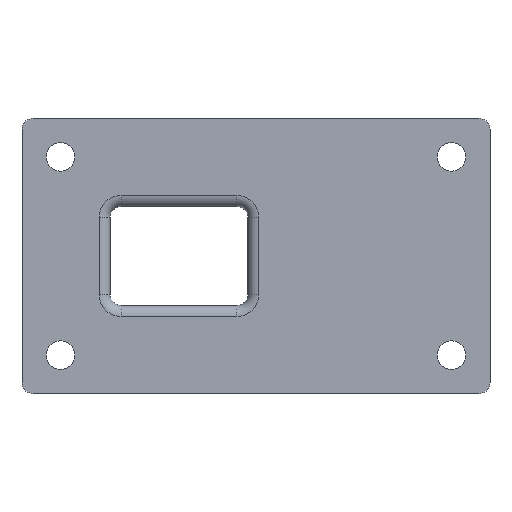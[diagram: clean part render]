
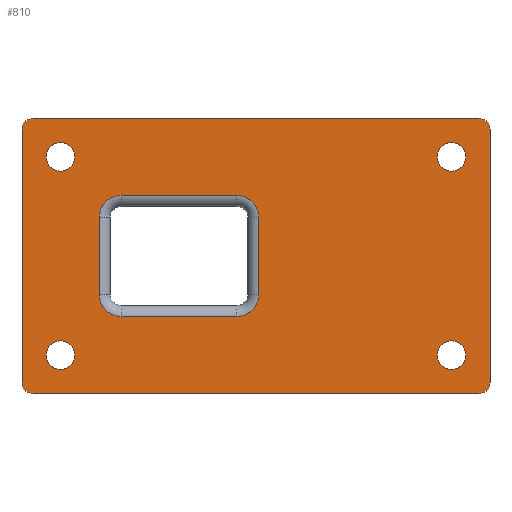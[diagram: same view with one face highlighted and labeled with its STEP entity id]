
A CAD part, front view. The second image highlights one B-rep face of the part: STEP entity #810.
In plain terms, the highlighted planar face has unit normal (0, -1, 0).
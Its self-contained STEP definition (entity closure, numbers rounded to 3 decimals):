
#23=FACE_BOUND('',#243,.T.);
#24=FACE_BOUND('',#244,.T.);
#25=FACE_BOUND('',#245,.T.);
#26=FACE_BOUND('',#246,.T.);
#27=FACE_BOUND('',#247,.T.);
#34=PLANE('',#912);
#44=LINE('',#1288,#96);
#50=LINE('',#1333,#102);
#62=LINE('',#1369,#114);
#66=LINE('',#1375,#118);
#67=LINE('',#1382,#119);
#68=LINE('',#1386,#120);
#69=LINE('',#1390,#121);
#70=LINE('',#1393,#122);
#96=VECTOR('',#1002,10.);
#102=VECTOR('',#1054,10.);
#114=VECTOR('',#1098,10.);
#118=VECTOR('',#1106,10.);
#119=VECTOR('',#1113,10.);
#120=VECTOR('',#1116,10.);
#121=VECTOR('',#1119,10.);
#122=VECTOR('',#1122,10.);
#192=FACE_OUTER_BOUND('',#242,.T.);
#242=EDGE_LOOP('',(#625,#626,#627,#628,#629,#630,#631,#632));
#243=EDGE_LOOP('',(#633));
#244=EDGE_LOOP('',(#634));
#245=EDGE_LOOP('',(#635));
#246=EDGE_LOOP('',(#636));
#247=EDGE_LOOP('',(#637,#638,#639,#640,#641,#642,#643,#644));
#283=CIRCLE('',#862,2.);
#287=CIRCLE('',#867,2.);
#295=CIRCLE('',#879,2.);
#301=CIRCLE('',#888,2.);
#313=CIRCLE('',#913,1.);
#314=CIRCLE('',#914,1.);
#315=CIRCLE('',#915,1.);
#316=CIRCLE('',#916,1.);
#317=CIRCLE('',#917,1.3);
#318=CIRCLE('',#918,1.3);
#319=CIRCLE('',#919,1.3);
#320=CIRCLE('',#920,1.3);
#351=VERTEX_POINT('',#1272);
#352=VERTEX_POINT('',#1274);
#355=VERTEX_POINT('',#1281);
#356=VERTEX_POINT('',#1283);
#363=VERTEX_POINT('',#1305);
#364=VERTEX_POINT('',#1307);
#369=VERTEX_POINT('',#1323);
#370=VERTEX_POINT('',#1324);
#381=VERTEX_POINT('',#1378);
#382=VERTEX_POINT('',#1379);
#383=VERTEX_POINT('',#1381);
#384=VERTEX_POINT('',#1383);
#385=VERTEX_POINT('',#1385);
#386=VERTEX_POINT('',#1387);
#387=VERTEX_POINT('',#1389);
#388=VERTEX_POINT('',#1391);
#389=VERTEX_POINT('',#1394);
#390=VERTEX_POINT('',#1396);
#391=VERTEX_POINT('',#1398);
#392=VERTEX_POINT('',#1400);
#423=EDGE_CURVE('',#351,#352,#283,.T.);
#427=EDGE_CURVE('',#355,#356,#287,.T.);
#430=EDGE_CURVE('',#352,#355,#44,.T.);
#439=EDGE_CURVE('',#363,#364,#295,.T.);
#447=EDGE_CURVE('',#369,#370,#301,.T.);
#452=EDGE_CURVE('',#370,#363,#50,.T.);
#472=EDGE_CURVE('',#356,#369,#62,.T.);
#476=EDGE_CURVE('',#364,#351,#66,.T.);
#477=EDGE_CURVE('',#381,#382,#313,.T.);
#478=EDGE_CURVE('',#383,#381,#67,.T.);
#479=EDGE_CURVE('',#384,#383,#314,.T.);
#480=EDGE_CURVE('',#385,#384,#68,.T.);
#481=EDGE_CURVE('',#386,#385,#315,.T.);
#482=EDGE_CURVE('',#387,#386,#69,.T.);
#483=EDGE_CURVE('',#388,#387,#316,.T.);
#484=EDGE_CURVE('',#382,#388,#70,.T.);
#485=EDGE_CURVE('',#389,#389,#317,.T.);
#486=EDGE_CURVE('',#390,#390,#318,.T.);
#487=EDGE_CURVE('',#391,#391,#319,.T.);
#488=EDGE_CURVE('',#392,#392,#320,.T.);
#625=ORIENTED_EDGE('',*,*,#477,.F.);
#626=ORIENTED_EDGE('',*,*,#478,.F.);
#627=ORIENTED_EDGE('',*,*,#479,.F.);
#628=ORIENTED_EDGE('',*,*,#480,.F.);
#629=ORIENTED_EDGE('',*,*,#481,.F.);
#630=ORIENTED_EDGE('',*,*,#482,.F.);
#631=ORIENTED_EDGE('',*,*,#483,.F.);
#632=ORIENTED_EDGE('',*,*,#484,.F.);
#633=ORIENTED_EDGE('',*,*,#485,.T.);
#634=ORIENTED_EDGE('',*,*,#486,.T.);
#635=ORIENTED_EDGE('',*,*,#487,.T.);
#636=ORIENTED_EDGE('',*,*,#488,.T.);
#637=ORIENTED_EDGE('',*,*,#447,.F.);
#638=ORIENTED_EDGE('',*,*,#472,.F.);
#639=ORIENTED_EDGE('',*,*,#427,.F.);
#640=ORIENTED_EDGE('',*,*,#430,.F.);
#641=ORIENTED_EDGE('',*,*,#423,.F.);
#642=ORIENTED_EDGE('',*,*,#476,.F.);
#643=ORIENTED_EDGE('',*,*,#439,.F.);
#644=ORIENTED_EDGE('',*,*,#452,.F.);
#810=ADVANCED_FACE('',(#192,#23,#24,#25,#26,#27),#34,.F.);
#862=AXIS2_PLACEMENT_3D('',#1275,#985,#986);
#867=AXIS2_PLACEMENT_3D('',#1284,#995,#996);
#879=AXIS2_PLACEMENT_3D('',#1308,#1023,#1024);
#888=AXIS2_PLACEMENT_3D('',#1325,#1043,#1044);
#912=AXIS2_PLACEMENT_3D('',#1377,#1109,#1110);
#913=AXIS2_PLACEMENT_3D('',#1380,#1111,#1112);
#914=AXIS2_PLACEMENT_3D('',#1384,#1114,#1115);
#915=AXIS2_PLACEMENT_3D('',#1388,#1117,#1118);
#916=AXIS2_PLACEMENT_3D('',#1392,#1120,#1121);
#917=AXIS2_PLACEMENT_3D('',#1395,#1123,#1124);
#918=AXIS2_PLACEMENT_3D('',#1397,#1125,#1126);
#919=AXIS2_PLACEMENT_3D('',#1399,#1127,#1128);
#920=AXIS2_PLACEMENT_3D('',#1401,#1129,#1130);
#985=DIRECTION('center_axis',(0.,-1.,0.));
#986=DIRECTION('ref_axis',(0.707,0.,-0.707));
#995=DIRECTION('center_axis',(0.,-1.,0.));
#996=DIRECTION('ref_axis',(0.707,0.,0.707));
#1002=DIRECTION('',(0.,0.,1.));
#1023=DIRECTION('center_axis',(0.,-1.,0.));
#1024=DIRECTION('ref_axis',(-0.707,0.,-0.707));
#1043=DIRECTION('center_axis',(0.,-1.,0.));
#1044=DIRECTION('ref_axis',(-0.707,0.,0.707));
#1054=DIRECTION('',(0.,0.,-1.));
#1098=DIRECTION('',(-1.,0.,0.));
#1106=DIRECTION('',(1.,0.,0.));
#1109=DIRECTION('center_axis',(0.,1.,0.));
#1110=DIRECTION('ref_axis',(0.,0.,1.));
#1111=DIRECTION('center_axis',(0.,1.,0.));
#1112=DIRECTION('ref_axis',(0.707,0.,0.707));
#1113=DIRECTION('',(1.,0.,0.));
#1114=DIRECTION('center_axis',(0.,1.,0.));
#1115=DIRECTION('ref_axis',(-0.707,0.,0.707));
#1116=DIRECTION('',(0.,0.,1.));
#1117=DIRECTION('center_axis',(0.,1.,0.));
#1118=DIRECTION('ref_axis',(-0.707,0.,-0.707));
#1119=DIRECTION('',(-1.,0.,0.));
#1120=DIRECTION('center_axis',(0.,1.,0.));
#1121=DIRECTION('ref_axis',(0.707,0.,-0.707));
#1122=DIRECTION('',(0.,0.,-1.));
#1123=DIRECTION('center_axis',(0.,1.,0.));
#1124=DIRECTION('ref_axis',(1.,0.,0.));
#1125=DIRECTION('center_axis',(0.,1.,0.));
#1126=DIRECTION('ref_axis',(1.,0.,0.));
#1127=DIRECTION('center_axis',(0.,1.,0.));
#1128=DIRECTION('ref_axis',(1.,0.,0.));
#1129=DIRECTION('center_axis',(0.,1.,0.));
#1130=DIRECTION('ref_axis',(1.,0.,0.));
#1272=CARTESIAN_POINT('',(5.25,0.,-5.5));
#1274=CARTESIAN_POINT('',(7.25,0.,-3.5));
#1275=CARTESIAN_POINT('Origin',(5.25,0.,-3.5));
#1281=CARTESIAN_POINT('',(7.25,0.,3.5));
#1283=CARTESIAN_POINT('',(5.25,0.,5.5));
#1284=CARTESIAN_POINT('Origin',(5.25,0.,3.5));
#1288=CARTESIAN_POINT('',(7.25,0.,-2.25));
#1305=CARTESIAN_POINT('',(-7.25,0.,-3.5));
#1307=CARTESIAN_POINT('',(-5.25,0.,-5.5));
#1308=CARTESIAN_POINT('Origin',(-5.25,0.,-3.5));
#1323=CARTESIAN_POINT('',(-5.25,0.,5.5));
#1324=CARTESIAN_POINT('',(-7.25,0.,3.5));
#1325=CARTESIAN_POINT('Origin',(-5.25,0.,3.5));
#1333=CARTESIAN_POINT('',(-7.25,0.,2.25));
#1369=CARTESIAN_POINT('',(6.625,0.,5.5));
#1375=CARTESIAN_POINT('',(0.375,0.,-5.5));
#1377=CARTESIAN_POINT('Origin',(7.,0.,0.));
#1378=CARTESIAN_POINT('',(27.25,0.,12.5));
#1379=CARTESIAN_POINT('',(28.25,0.,11.5));
#1380=CARTESIAN_POINT('Origin',(27.25,0.,11.5));
#1381=CARTESIAN_POINT('',(-13.25,0.,12.5));
#1382=CARTESIAN_POINT('',(-14.25,0.,12.5));
#1383=CARTESIAN_POINT('',(-14.25,0.,11.5));
#1384=CARTESIAN_POINT('Origin',(-13.25,0.,11.5));
#1385=CARTESIAN_POINT('',(-14.25,0.,-11.5));
#1386=CARTESIAN_POINT('',(-14.25,0.,-12.5));
#1387=CARTESIAN_POINT('',(-13.25,0.,-12.5));
#1388=CARTESIAN_POINT('Origin',(-13.25,0.,-11.5));
#1389=CARTESIAN_POINT('',(27.25,0.,-12.5));
#1390=CARTESIAN_POINT('',(28.25,0.,-12.5));
#1391=CARTESIAN_POINT('',(28.25,0.,-11.5));
#1392=CARTESIAN_POINT('Origin',(27.25,0.,-11.5));
#1393=CARTESIAN_POINT('',(28.25,0.,12.5));
#1394=CARTESIAN_POINT('',(23.45,0.,9.));
#1395=CARTESIAN_POINT('Origin',(24.75,0.,9.));
#1396=CARTESIAN_POINT('',(-12.05,0.,-9.));
#1397=CARTESIAN_POINT('Origin',(-10.75,0.,-9.));
#1398=CARTESIAN_POINT('',(23.45,0.,-9.));
#1399=CARTESIAN_POINT('Origin',(24.75,0.,-9.));
#1400=CARTESIAN_POINT('',(-12.05,0.,9.));
#1401=CARTESIAN_POINT('Origin',(-10.75,0.,9.));
